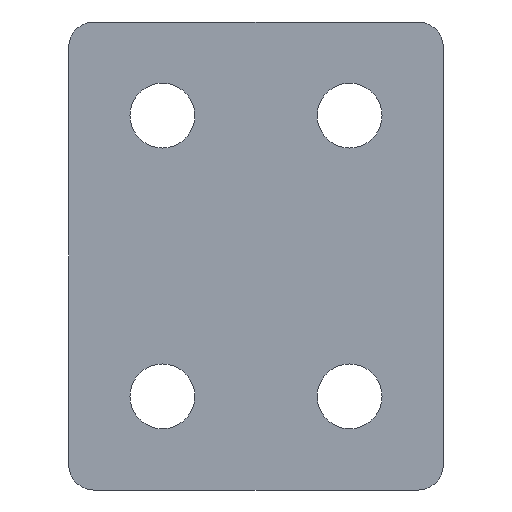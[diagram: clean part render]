
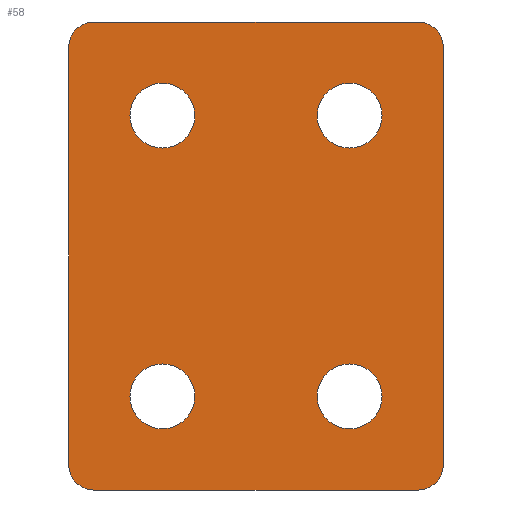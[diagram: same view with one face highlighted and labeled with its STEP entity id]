
A CAD part, front view. The second image highlights one B-rep face of the part: STEP entity #58.
In plain terms, the highlighted planar face has unit normal (0, -1, 0).
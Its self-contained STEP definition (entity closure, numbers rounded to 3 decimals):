
#58=ADVANCED_FACE('',(#184,#186,#188,#190,#192),#194,.F.);
#184=FACE_BOUND('',#185,.T.);
#185=EDGE_LOOP('',(#306,#307,#308,#309,#310,#311,#312,#313));
#186=FACE_BOUND('',#187,.T.);
#187=EDGE_LOOP('',(#314));
#188=FACE_BOUND('',#189,.T.);
#189=EDGE_LOOP('',(#315));
#190=FACE_BOUND('',#191,.T.);
#191=EDGE_LOOP('',(#316));
#192=FACE_BOUND('',#193,.T.);
#193=EDGE_LOOP('',(#317));
#194=PLANE('',#195);
#195=AXIS2_PLACEMENT_3D('',#196,#197,#198);
#196=CARTESIAN_POINT('',(0.,0.,0.));
#197=DIRECTION('',(-0.,1.,0.));
#198=DIRECTION('',(1.,0.,0.));
#306=ORIENTED_EDGE('',*,*,#370,.F.);
#307=ORIENTED_EDGE('',*,*,#371,.F.);
#308=ORIENTED_EDGE('',*,*,#372,.F.);
#309=ORIENTED_EDGE('',*,*,#373,.F.);
#310=ORIENTED_EDGE('',*,*,#374,.F.);
#311=ORIENTED_EDGE('',*,*,#375,.F.);
#312=ORIENTED_EDGE('',*,*,#376,.F.);
#313=ORIENTED_EDGE('',*,*,#377,.F.);
#314=ORIENTED_EDGE('',*,*,#378,.T.);
#315=ORIENTED_EDGE('',*,*,#379,.T.);
#316=ORIENTED_EDGE('',*,*,#380,.T.);
#317=ORIENTED_EDGE('',*,*,#381,.T.);
#370=EDGE_CURVE('',#402,#403,#404,.F.);
#371=EDGE_CURVE('',#405,#402,#406,.T.);
#372=EDGE_CURVE('',#407,#405,#408,.F.);
#373=EDGE_CURVE('',#409,#407,#410,.T.);
#374=EDGE_CURVE('',#411,#409,#412,.F.);
#375=EDGE_CURVE('',#413,#411,#414,.T.);
#376=EDGE_CURVE('',#415,#413,#416,.F.);
#377=EDGE_CURVE('',#403,#415,#417,.T.);
#378=EDGE_CURVE('',#418,#418,#419,.T.);
#379=EDGE_CURVE('',#420,#420,#421,.T.);
#380=EDGE_CURVE('',#422,#422,#423,.T.);
#381=EDGE_CURVE('',#424,#424,#425,.T.);
#402=VERTEX_POINT('',#458);
#403=VERTEX_POINT('',#459);
#404=CIRCLE('',#460,2.);
#405=VERTEX_POINT('',#464);
#406=LINE('',#465,#466);
#407=VERTEX_POINT('',#468);
#408=CIRCLE('',#469,2.);
#409=VERTEX_POINT('',#473);
#410=LINE('',#474,#475);
#411=VERTEX_POINT('',#477);
#412=CIRCLE('',#478,2.);
#413=VERTEX_POINT('',#482);
#414=LINE('',#483,#484);
#415=VERTEX_POINT('',#486);
#416=CIRCLE('',#487,2.);
#417=LINE('',#491,#492);
#418=VERTEX_POINT('',#494);
#419=CIRCLE('',#495,2.6);
#420=VERTEX_POINT('',#499);
#421=CIRCLE('',#500,2.6);
#422=VERTEX_POINT('',#504);
#423=CIRCLE('',#505,2.6);
#424=VERTEX_POINT('',#509);
#425=CIRCLE('',#510,2.6);
#458=CARTESIAN_POINT('',(0.,0.,-2.));
#459=CARTESIAN_POINT('',(2.,0.,0.));
#460=AXIS2_PLACEMENT_3D('',#461,#462,#463);
#461=CARTESIAN_POINT('',(2.,0.,-2.));
#462=DIRECTION('',(0.,-1.,0.));
#463=DIRECTION('',(0.,0.,1.));
#464=CARTESIAN_POINT('',(0.,0.,-35.5));
#465=CARTESIAN_POINT('',(0.,0.,-35.5));
#466=VECTOR('',#467,1.);
#467=DIRECTION('',(0.,0.,1.));
#468=CARTESIAN_POINT('',(2.,0.,-37.5));
#469=AXIS2_PLACEMENT_3D('',#470,#471,#472);
#470=CARTESIAN_POINT('',(2.,0.,-35.5));
#471=DIRECTION('',(0.,-1.,0.));
#472=DIRECTION('',(-1.,0.,0.));
#473=CARTESIAN_POINT('',(28.,0.,-37.5));
#474=CARTESIAN_POINT('',(28.,0.,-37.5));
#475=VECTOR('',#476,1.);
#476=DIRECTION('',(-1.,0.,0.));
#477=CARTESIAN_POINT('',(30.,0.,-35.5));
#478=AXIS2_PLACEMENT_3D('',#479,#480,#481);
#479=CARTESIAN_POINT('',(28.,0.,-35.5));
#480=DIRECTION('',(0.,-1.,0.));
#481=DIRECTION('',(0.,0.,-1.));
#482=CARTESIAN_POINT('',(30.,0.,-2.));
#483=CARTESIAN_POINT('',(30.,0.,-2.));
#484=VECTOR('',#485,1.);
#485=DIRECTION('',(0.,0.,-1.));
#486=CARTESIAN_POINT('',(28.,0.,0.));
#487=AXIS2_PLACEMENT_3D('',#488,#489,#490);
#488=CARTESIAN_POINT('',(28.,0.,-2.));
#489=DIRECTION('',(0.,-1.,0.));
#490=DIRECTION('',(1.,0.,0.));
#491=CARTESIAN_POINT('',(2.,0.,0.));
#492=VECTOR('',#493,1.);
#493=DIRECTION('',(1.,0.,0.));
#494=CARTESIAN_POINT('',(25.1,0.,-30.));
#495=AXIS2_PLACEMENT_3D('',#496,#497,#498);
#496=CARTESIAN_POINT('',(22.5,0.,-30.));
#497=DIRECTION('',(-0.,1.,0.));
#498=DIRECTION('',(1.,0.,0.));
#499=CARTESIAN_POINT('',(25.1,0.,-7.5));
#500=AXIS2_PLACEMENT_3D('',#501,#502,#503);
#501=CARTESIAN_POINT('',(22.5,0.,-7.5));
#502=DIRECTION('',(-0.,1.,0.));
#503=DIRECTION('',(1.,0.,0.));
#504=CARTESIAN_POINT('',(10.1,0.,-7.5));
#505=AXIS2_PLACEMENT_3D('',#506,#507,#508);
#506=CARTESIAN_POINT('',(7.5,0.,-7.5));
#507=DIRECTION('',(-0.,1.,0.));
#508=DIRECTION('',(1.,0.,0.));
#509=CARTESIAN_POINT('',(10.1,0.,-30.));
#510=AXIS2_PLACEMENT_3D('',#511,#512,#513);
#511=CARTESIAN_POINT('',(7.5,0.,-30.));
#512=DIRECTION('',(-0.,1.,0.));
#513=DIRECTION('',(1.,0.,0.));
